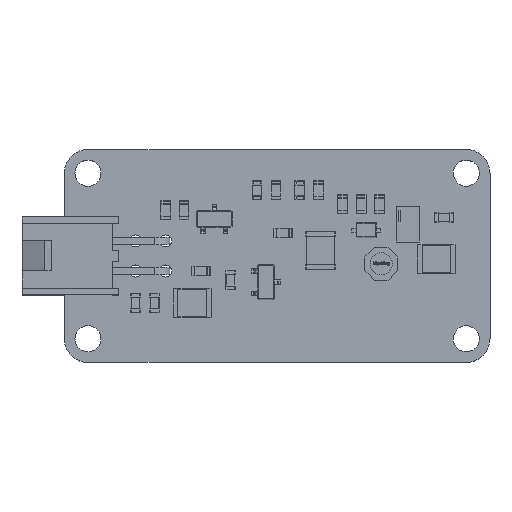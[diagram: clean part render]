
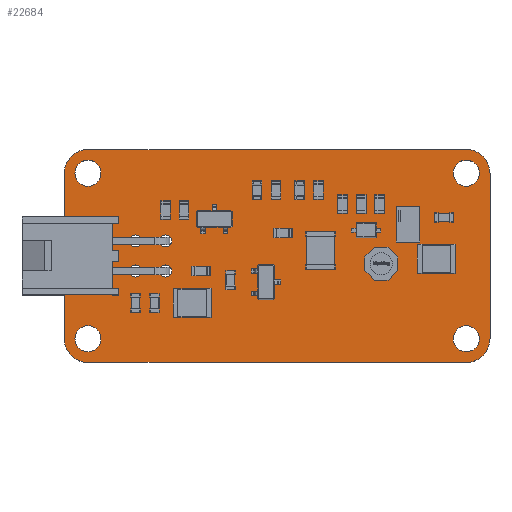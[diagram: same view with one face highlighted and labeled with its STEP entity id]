
A CAD part, top view. The second image highlights one B-rep face of the part: STEP entity #22684.
In plain terms, the highlighted planar face has unit normal (0, 0, 1).
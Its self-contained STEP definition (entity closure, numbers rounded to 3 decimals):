
#22447 = VERTEX_POINT('',#22448);
#22448 = CARTESIAN_POINT('',(16.,9.,1.51));
#22454 = EDGE_CURVE('',#22447,#22455,#22457,.T.);
#22455 = VERTEX_POINT('',#22456);
#22456 = CARTESIAN_POINT('',(18.,7.,1.51));
#22457 = CIRCLE('',#22458,2.);
#22458 = AXIS2_PLACEMENT_3D('',#22459,#22460,#22461);
#22459 = CARTESIAN_POINT('',(16.,7.,1.51));
#22460 = DIRECTION('',(0.,0.,-1.));
#22461 = DIRECTION('',(0.,1.,0.));
#22489 = VERTEX_POINT('',#22490);
#22490 = CARTESIAN_POINT('',(-16.,9.,1.51));
#22496 = EDGE_CURVE('',#22489,#22447,#22497,.T.);
#22497 = LINE('',#22498,#22499);
#22498 = CARTESIAN_POINT('',(-16.,9.,1.51));
#22499 = VECTOR('',#22500,1.);
#22500 = DIRECTION('',(1.,0.,0.));
#22518 = EDGE_CURVE('',#22455,#22519,#22521,.T.);
#22519 = VERTEX_POINT('',#22520);
#22520 = CARTESIAN_POINT('',(18.,-7.,1.51));
#22521 = LINE('',#22522,#22523);
#22522 = CARTESIAN_POINT('',(18.,7.,1.51));
#22523 = VECTOR('',#22524,1.);
#22524 = DIRECTION('',(0.,-1.,0.));
#22684 = ADVANCED_FACE('',(#22685,#22731,#22742,#22753,#22764,#22775,
    #22786,#22797,#22808),#22819,.T.);
#22685 = FACE_BOUND('',#22686,.T.);
#22686 = EDGE_LOOP('',(#22687,#22688,#22689,#22698,#22706,#22715,#22723,
    #22730));
#22687 = ORIENTED_EDGE('',*,*,#22454,.F.);
#22688 = ORIENTED_EDGE('',*,*,#22496,.F.);
#22689 = ORIENTED_EDGE('',*,*,#22690,.F.);
#22690 = EDGE_CURVE('',#22691,#22489,#22693,.T.);
#22691 = VERTEX_POINT('',#22692);
#22692 = CARTESIAN_POINT('',(-18.,7.,1.51));
#22693 = CIRCLE('',#22694,2.);
#22694 = AXIS2_PLACEMENT_3D('',#22695,#22696,#22697);
#22695 = CARTESIAN_POINT('',(-16.,7.,1.51));
#22696 = DIRECTION('',(0.,0.,-1.));
#22697 = DIRECTION('',(-1.,0.,-0.));
#22698 = ORIENTED_EDGE('',*,*,#22699,.F.);
#22699 = EDGE_CURVE('',#22700,#22691,#22702,.T.);
#22700 = VERTEX_POINT('',#22701);
#22701 = CARTESIAN_POINT('',(-18.,-7.,1.51));
#22702 = LINE('',#22703,#22704);
#22703 = CARTESIAN_POINT('',(-18.,-7.,1.51));
#22704 = VECTOR('',#22705,1.);
#22705 = DIRECTION('',(0.,1.,0.));
#22706 = ORIENTED_EDGE('',*,*,#22707,.F.);
#22707 = EDGE_CURVE('',#22708,#22700,#22710,.T.);
#22708 = VERTEX_POINT('',#22709);
#22709 = CARTESIAN_POINT('',(-16.,-9.,1.51));
#22710 = CIRCLE('',#22711,2.);
#22711 = AXIS2_PLACEMENT_3D('',#22712,#22713,#22714);
#22712 = CARTESIAN_POINT('',(-16.,-7.,1.51));
#22713 = DIRECTION('',(0.,0.,-1.));
#22714 = DIRECTION('',(0.,-1.,0.));
#22715 = ORIENTED_EDGE('',*,*,#22716,.F.);
#22716 = EDGE_CURVE('',#22717,#22708,#22719,.T.);
#22717 = VERTEX_POINT('',#22718);
#22718 = CARTESIAN_POINT('',(16.,-9.,1.51));
#22719 = LINE('',#22720,#22721);
#22720 = CARTESIAN_POINT('',(16.,-9.,1.51));
#22721 = VECTOR('',#22722,1.);
#22722 = DIRECTION('',(-1.,0.,0.));
#22723 = ORIENTED_EDGE('',*,*,#22724,.F.);
#22724 = EDGE_CURVE('',#22519,#22717,#22725,.T.);
#22725 = CIRCLE('',#22726,2.);
#22726 = AXIS2_PLACEMENT_3D('',#22727,#22728,#22729);
#22727 = CARTESIAN_POINT('',(16.,-7.,1.51));
#22728 = DIRECTION('',(0.,0.,-1.));
#22729 = DIRECTION('',(1.,0.,0.));
#22730 = ORIENTED_EDGE('',*,*,#22518,.F.);
#22731 = FACE_BOUND('',#22732,.T.);
#22732 = EDGE_LOOP('',(#22733));
#22733 = ORIENTED_EDGE('',*,*,#22734,.T.);
#22734 = EDGE_CURVE('',#22735,#22735,#22737,.T.);
#22735 = VERTEX_POINT('',#22736);
#22736 = CARTESIAN_POINT('',(-16.,-8.1,1.51));
#22737 = CIRCLE('',#22738,1.1);
#22738 = AXIS2_PLACEMENT_3D('',#22739,#22740,#22741);
#22739 = CARTESIAN_POINT('',(-16.,-7.,1.51));
#22740 = DIRECTION('',(-0.,0.,-1.));
#22741 = DIRECTION('',(-0.,-1.,0.));
#22742 = FACE_BOUND('',#22743,.T.);
#22743 = EDGE_LOOP('',(#22744));
#22744 = ORIENTED_EDGE('',*,*,#22745,.T.);
#22745 = EDGE_CURVE('',#22746,#22746,#22748,.T.);
#22746 = VERTEX_POINT('',#22747);
#22747 = CARTESIAN_POINT('',(-11.968,-1.78,1.51));
#22748 = CIRCLE('',#22749,0.51);
#22749 = AXIS2_PLACEMENT_3D('',#22750,#22751,#22752);
#22750 = CARTESIAN_POINT('',(-11.968,-1.27,1.51));
#22751 = DIRECTION('',(-0.,0.,-1.));
#22752 = DIRECTION('',(-0.,-1.,0.));
#22753 = FACE_BOUND('',#22754,.T.);
#22754 = EDGE_LOOP('',(#22755));
#22755 = ORIENTED_EDGE('',*,*,#22756,.T.);
#22756 = EDGE_CURVE('',#22757,#22757,#22759,.T.);
#22757 = VERTEX_POINT('',#22758);
#22758 = CARTESIAN_POINT('',(-9.428,-1.78,1.51));
#22759 = CIRCLE('',#22760,0.51);
#22760 = AXIS2_PLACEMENT_3D('',#22761,#22762,#22763);
#22761 = CARTESIAN_POINT('',(-9.428,-1.27,1.51));
#22762 = DIRECTION('',(-0.,0.,-1.));
#22763 = DIRECTION('',(-0.,-1.,0.));
#22764 = FACE_BOUND('',#22765,.T.);
#22765 = EDGE_LOOP('',(#22766));
#22766 = ORIENTED_EDGE('',*,*,#22767,.T.);
#22767 = EDGE_CURVE('',#22768,#22768,#22770,.T.);
#22768 = VERTEX_POINT('',#22769);
#22769 = CARTESIAN_POINT('',(16.,-8.1,1.51));
#22770 = CIRCLE('',#22771,1.1);
#22771 = AXIS2_PLACEMENT_3D('',#22772,#22773,#22774);
#22772 = CARTESIAN_POINT('',(16.,-7.,1.51));
#22773 = DIRECTION('',(-0.,0.,-1.));
#22774 = DIRECTION('',(-0.,-1.,0.));
#22775 = FACE_BOUND('',#22776,.T.);
#22776 = EDGE_LOOP('',(#22777));
#22777 = ORIENTED_EDGE('',*,*,#22778,.T.);
#22778 = EDGE_CURVE('',#22779,#22779,#22781,.T.);
#22779 = VERTEX_POINT('',#22780);
#22780 = CARTESIAN_POINT('',(-11.968,0.76,1.51));
#22781 = CIRCLE('',#22782,0.51);
#22782 = AXIS2_PLACEMENT_3D('',#22783,#22784,#22785);
#22783 = CARTESIAN_POINT('',(-11.968,1.27,1.51));
#22784 = DIRECTION('',(-0.,0.,-1.));
#22785 = DIRECTION('',(-0.,-1.,0.));
#22786 = FACE_BOUND('',#22787,.T.);
#22787 = EDGE_LOOP('',(#22788));
#22788 = ORIENTED_EDGE('',*,*,#22789,.T.);
#22789 = EDGE_CURVE('',#22790,#22790,#22792,.T.);
#22790 = VERTEX_POINT('',#22791);
#22791 = CARTESIAN_POINT('',(-9.428,0.76,1.51));
#22792 = CIRCLE('',#22793,0.51);
#22793 = AXIS2_PLACEMENT_3D('',#22794,#22795,#22796);
#22794 = CARTESIAN_POINT('',(-9.428,1.27,1.51));
#22795 = DIRECTION('',(-0.,0.,-1.));
#22796 = DIRECTION('',(-0.,-1.,0.));
#22797 = FACE_BOUND('',#22798,.T.);
#22798 = EDGE_LOOP('',(#22799));
#22799 = ORIENTED_EDGE('',*,*,#22800,.T.);
#22800 = EDGE_CURVE('',#22801,#22801,#22803,.T.);
#22801 = VERTEX_POINT('',#22802);
#22802 = CARTESIAN_POINT('',(-16.,5.9,1.51));
#22803 = CIRCLE('',#22804,1.1);
#22804 = AXIS2_PLACEMENT_3D('',#22805,#22806,#22807);
#22805 = CARTESIAN_POINT('',(-16.,7.,1.51));
#22806 = DIRECTION('',(-0.,0.,-1.));
#22807 = DIRECTION('',(-0.,-1.,0.));
#22808 = FACE_BOUND('',#22809,.T.);
#22809 = EDGE_LOOP('',(#22810));
#22810 = ORIENTED_EDGE('',*,*,#22811,.T.);
#22811 = EDGE_CURVE('',#22812,#22812,#22814,.T.);
#22812 = VERTEX_POINT('',#22813);
#22813 = CARTESIAN_POINT('',(16.,5.9,1.51));
#22814 = CIRCLE('',#22815,1.1);
#22815 = AXIS2_PLACEMENT_3D('',#22816,#22817,#22818);
#22816 = CARTESIAN_POINT('',(16.,7.,1.51));
#22817 = DIRECTION('',(-0.,0.,-1.));
#22818 = DIRECTION('',(-0.,-1.,0.));
#22819 = PLANE('',#22820);
#22820 = AXIS2_PLACEMENT_3D('',#22821,#22822,#22823);
#22821 = CARTESIAN_POINT('',(0.,0.,1.51));
#22822 = DIRECTION('',(0.,0.,1.));
#22823 = DIRECTION('',(1.,0.,-0.));
